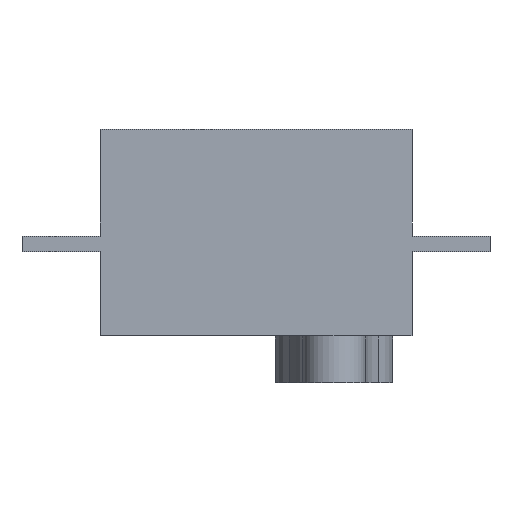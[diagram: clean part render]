
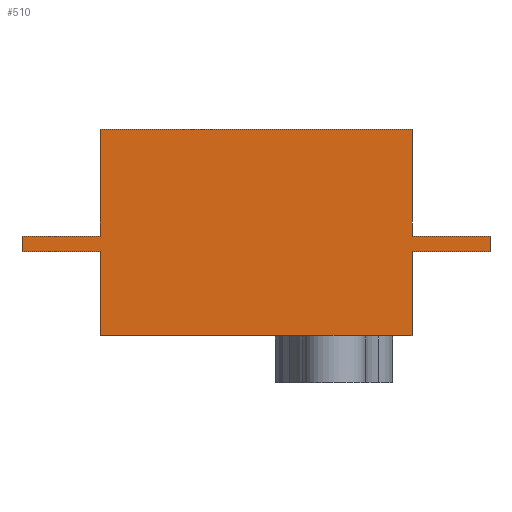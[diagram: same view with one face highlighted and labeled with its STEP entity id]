
A CAD part, front view. The second image highlights one B-rep face of the part: STEP entity #510.
In plain terms, the highlighted planar face has unit normal (0, -1, 0).
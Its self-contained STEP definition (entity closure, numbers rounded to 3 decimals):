
#52=FACE_OUTER_BOUND('',#78,.T.);
#78=EDGE_LOOP('',(#347,#348,#349,#350,#351,#352,#353,#354,#355,#356,#357,
#358,#359,#360));
#111=LINE('',#753,#165);
#115=LINE('',#761,#169);
#116=LINE('',#763,#170);
#117=LINE('',#765,#171);
#118=LINE('',#767,#172);
#119=LINE('',#769,#173);
#120=LINE('',#771,#174);
#121=LINE('',#773,#175);
#122=LINE('',#775,#176);
#123=LINE('',#777,#177);
#124=LINE('',#779,#178);
#125=LINE('',#781,#179);
#126=LINE('',#783,#180);
#127=LINE('',#784,#181);
#165=VECTOR('',#605,10.);
#169=VECTOR('',#611,10.);
#170=VECTOR('',#612,10.);
#171=VECTOR('',#613,10.);
#172=VECTOR('',#614,10.);
#173=VECTOR('',#615,10.);
#174=VECTOR('',#616,10.);
#175=VECTOR('',#617,10.);
#176=VECTOR('',#618,10.);
#177=VECTOR('',#619,10.);
#178=VECTOR('',#620,10.);
#179=VECTOR('',#621,10.);
#180=VECTOR('',#622,10.);
#181=VECTOR('',#623,10.);
#219=VERTEX_POINT('',#751);
#220=VERTEX_POINT('',#752);
#223=VERTEX_POINT('',#760);
#224=VERTEX_POINT('',#762);
#225=VERTEX_POINT('',#764);
#226=VERTEX_POINT('',#766);
#227=VERTEX_POINT('',#768);
#228=VERTEX_POINT('',#770);
#229=VERTEX_POINT('',#772);
#230=VERTEX_POINT('',#774);
#231=VERTEX_POINT('',#776);
#232=VERTEX_POINT('',#778);
#233=VERTEX_POINT('',#780);
#234=VERTEX_POINT('',#782);
#269=EDGE_CURVE('',#219,#220,#111,.T.);
#273=EDGE_CURVE('',#223,#220,#115,.T.);
#274=EDGE_CURVE('',#223,#224,#116,.T.);
#275=EDGE_CURVE('',#224,#225,#117,.T.);
#276=EDGE_CURVE('',#226,#225,#118,.T.);
#277=EDGE_CURVE('',#227,#226,#119,.T.);
#278=EDGE_CURVE('',#228,#227,#120,.T.);
#279=EDGE_CURVE('',#229,#228,#121,.T.);
#280=EDGE_CURVE('',#230,#229,#122,.T.);
#281=EDGE_CURVE('',#231,#230,#123,.T.);
#282=EDGE_CURVE('',#231,#232,#124,.T.);
#283=EDGE_CURVE('',#233,#232,#125,.T.);
#284=EDGE_CURVE('',#234,#233,#126,.T.);
#285=EDGE_CURVE('',#219,#234,#127,.T.);
#347=ORIENTED_EDGE('',*,*,#269,.T.);
#348=ORIENTED_EDGE('',*,*,#273,.F.);
#349=ORIENTED_EDGE('',*,*,#274,.T.);
#350=ORIENTED_EDGE('',*,*,#275,.T.);
#351=ORIENTED_EDGE('',*,*,#276,.F.);
#352=ORIENTED_EDGE('',*,*,#277,.F.);
#353=ORIENTED_EDGE('',*,*,#278,.F.);
#354=ORIENTED_EDGE('',*,*,#279,.F.);
#355=ORIENTED_EDGE('',*,*,#280,.F.);
#356=ORIENTED_EDGE('',*,*,#281,.F.);
#357=ORIENTED_EDGE('',*,*,#282,.T.);
#358=ORIENTED_EDGE('',*,*,#283,.F.);
#359=ORIENTED_EDGE('',*,*,#284,.F.);
#360=ORIENTED_EDGE('',*,*,#285,.F.);
#492=PLANE('',#556);
#510=ADVANCED_FACE('',(#52),#492,.F.);
#556=AXIS2_PLACEMENT_3D('',#759,#609,#610);
#605=DIRECTION('',(-1.,0.,0.));
#609=DIRECTION('center_axis',(0.,1.,0.));
#610=DIRECTION('ref_axis',(0.,0.,1.));
#611=DIRECTION('',(0.,0.,1.));
#612=DIRECTION('',(-1.,0.,0.));
#613=DIRECTION('',(0.,0.,-1.));
#614=DIRECTION('',(-1.,0.,0.));
#615=DIRECTION('',(0.,0.,1.));
#616=DIRECTION('',(-1.,0.,0.));
#617=DIRECTION('',(-1.,0.,0.));
#618=DIRECTION('',(-1.,0.,0.));
#619=DIRECTION('',(0.,0.,-1.));
#620=DIRECTION('',(1.,0.,0.));
#621=DIRECTION('',(0.,0.,-1.));
#622=DIRECTION('',(1.,0.,0.));
#623=DIRECTION('',(0.,0.,-1.));
#751=CARTESIAN_POINT('',(20.,0.,-14.));
#752=CARTESIAN_POINT('',(-20.,0.,-14.));
#753=CARTESIAN_POINT('',(0.,0.,-14.));
#759=CARTESIAN_POINT('Origin',(0.,0.,-20.25));
#760=CARTESIAN_POINT('',(-20.,0.,-27.7));
#761=CARTESIAN_POINT('',(-20.,0.,-40.5));
#762=CARTESIAN_POINT('',(-30.,0.,-27.7));
#763=CARTESIAN_POINT('',(-20.,0.,-27.7));
#764=CARTESIAN_POINT('',(-30.,0.,-29.7));
#765=CARTESIAN_POINT('',(-30.,0.,-27.7));
#766=CARTESIAN_POINT('',(-20.,0.,-29.7));
#767=CARTESIAN_POINT('',(-20.,0.,-29.7));
#768=CARTESIAN_POINT('',(-20.,0.,-40.5));
#769=CARTESIAN_POINT('',(-20.,0.,-40.5));
#770=CARTESIAN_POINT('',(6.,0.,-40.5));
#771=CARTESIAN_POINT('',(20.,0.,-40.5));
#772=CARTESIAN_POINT('',(14.,0.,-40.5));
#773=CARTESIAN_POINT('',(20.,0.,-40.5));
#774=CARTESIAN_POINT('',(20.,0.,-40.5));
#775=CARTESIAN_POINT('',(20.,0.,-40.5));
#776=CARTESIAN_POINT('',(20.,0.,-29.7));
#777=CARTESIAN_POINT('',(20.,0.,0.));
#778=CARTESIAN_POINT('',(30.,0.,-29.7));
#779=CARTESIAN_POINT('',(20.,0.,-29.7));
#780=CARTESIAN_POINT('',(30.,0.,-27.7));
#781=CARTESIAN_POINT('',(30.,0.,-27.7));
#782=CARTESIAN_POINT('',(20.,0.,-27.7));
#783=CARTESIAN_POINT('',(20.,0.,-27.7));
#784=CARTESIAN_POINT('',(20.,0.,0.));
